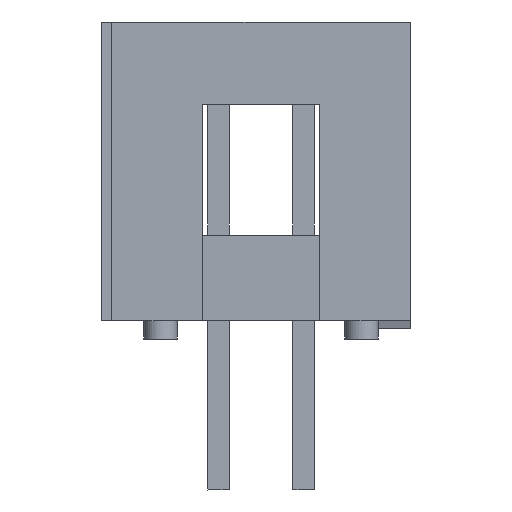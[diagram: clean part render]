
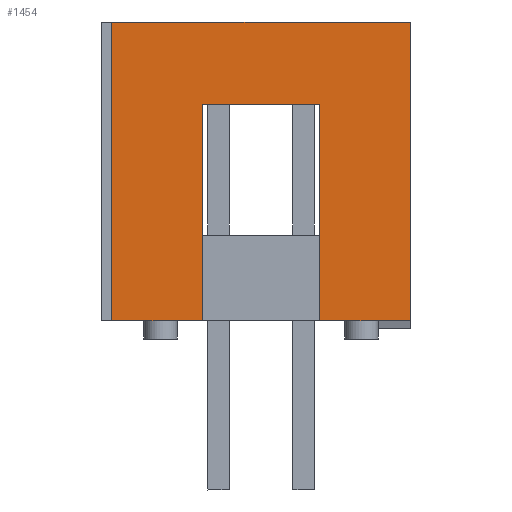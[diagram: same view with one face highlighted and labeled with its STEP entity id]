
A CAD part, left-side view. The second image highlights one B-rep face of the part: STEP entity #1454.
In plain terms, the highlighted planar face has unit normal (-1, 0, 0).
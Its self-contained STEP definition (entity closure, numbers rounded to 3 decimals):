
#1454=ADVANCED_FACE('',(#1938),#1697,.T.);
#1697=PLANE('',#6046);
#1938=FACE_OUTER_BOUND('',#2206,.T.);
#2206=EDGE_LOOP('',(#3202,#3203,#3204,#3205,#3206,#3207,#3208,#3209));
#3202=ORIENTED_EDGE('',*,*,#4496,.T.);
#3203=ORIENTED_EDGE('',*,*,#4493,.T.);
#3204=ORIENTED_EDGE('',*,*,#4497,.T.);
#3205=ORIENTED_EDGE('',*,*,#4498,.T.);
#3206=ORIENTED_EDGE('',*,*,#4499,.T.);
#3207=ORIENTED_EDGE('',*,*,#4343,.F.);
#3208=ORIENTED_EDGE('',*,*,#4500,.T.);
#3209=ORIENTED_EDGE('',*,*,#4396,.T.);
#3795=VERTEX_POINT('',#8057);
#3796=VERTEX_POINT('',#8059);
#3832=VERTEX_POINT('',#8168);
#3833=VERTEX_POINT('',#8170);
#3901=VERTEX_POINT('',#8362);
#3902=VERTEX_POINT('',#8363);
#3903=VERTEX_POINT('',#8370);
#3904=VERTEX_POINT('',#8372);
#4343=EDGE_CURVE('',#3795,#3796,#4966,.T.);
#4396=EDGE_CURVE('',#3833,#3832,#5019,.T.);
#4493=EDGE_CURVE('',#3901,#3902,#5114,.T.);
#4496=EDGE_CURVE('',#3832,#3901,#5117,.T.);
#4497=EDGE_CURVE('',#3902,#3903,#5118,.T.);
#4498=EDGE_CURVE('',#3903,#3904,#5119,.T.);
#4499=EDGE_CURVE('',#3904,#3796,#5120,.T.);
#4500=EDGE_CURVE('',#3795,#3833,#5121,.T.);
#4966=LINE('',#8058,#5583);
#5019=LINE('',#8169,#5636);
#5114=LINE('',#8361,#5731);
#5117=LINE('',#8367,#5734);
#5118=LINE('',#8369,#5735);
#5119=LINE('',#8371,#5736);
#5120=LINE('',#8373,#5737);
#5121=LINE('',#8374,#5738);
#5583=VECTOR('',#6818,1.);
#5636=VECTOR('',#6913,1.);
#5731=VECTOR('',#7066,1.);
#5734=VECTOR('',#7071,1.);
#5735=VECTOR('',#7074,1.);
#5736=VECTOR('',#7075,1.);
#5737=VECTOR('',#7076,1.);
#5738=VECTOR('',#7077,1.);
#6046=AXIS2_PLACEMENT_3D('',#8375,#7078,#7079);
#6818=DIRECTION('',(0.,0.,1.));
#6913=DIRECTION('',(0.,0.,1.));
#7066=DIRECTION('',(0.,0.,-1.));
#7071=DIRECTION('',(0.,-1.,0.));
#7074=DIRECTION('',(0.,-1.,0.));
#7075=DIRECTION('',(0.,0.,1.));
#7076=DIRECTION('',(0.,1.,0.));
#7077=DIRECTION('',(0.,-1.,0.));
#7078=DIRECTION('',(-1.,0.,0.));
#7079=DIRECTION('',(0.,-1.,0.));
#8057=CARTESIAN_POINT('',(-13.95,4.45,-8.9));
#8058=CARTESIAN_POINT('',(-13.95,4.45,-8.9));
#8059=CARTESIAN_POINT('',(-13.95,4.45,0.));
#8168=CARTESIAN_POINT('',(-13.95,1.75,-2.45));
#8169=CARTESIAN_POINT('',(-13.95,1.75,-8.9));
#8170=CARTESIAN_POINT('',(-13.95,1.75,-8.9));
#8361=CARTESIAN_POINT('',(-13.95,-1.75,-2.45));
#8362=CARTESIAN_POINT('',(-13.95,-1.75,-2.45));
#8363=CARTESIAN_POINT('',(-13.95,-1.75,-8.9));
#8367=CARTESIAN_POINT('',(-13.95,1.75,-2.45));
#8369=CARTESIAN_POINT('',(-13.95,-1.75,-8.9));
#8370=CARTESIAN_POINT('',(-13.95,-4.45,-8.9));
#8371=CARTESIAN_POINT('',(-13.95,-4.45,-8.9));
#8372=CARTESIAN_POINT('',(-13.95,-4.45,0.));
#8373=CARTESIAN_POINT('',(-13.95,-4.45,0.));
#8374=CARTESIAN_POINT('',(-13.95,4.45,-8.9));
#8375=CARTESIAN_POINT('',(-13.95,4.45,-8.9));
